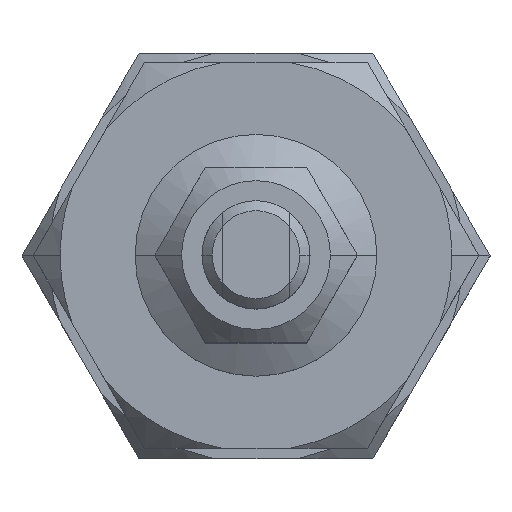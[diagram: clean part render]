
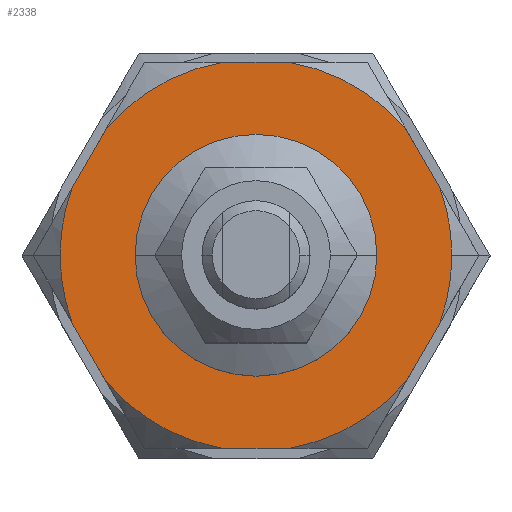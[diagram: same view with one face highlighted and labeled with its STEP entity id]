
A CAD part, top view. The second image highlights one B-rep face of the part: STEP entity #2338.
In plain terms, the highlighted planar face has unit normal (0, 0, 1).
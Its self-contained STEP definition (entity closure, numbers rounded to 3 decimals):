
#1620=CARTESIAN_POINT('',(-4.5,0.,62.733));
#1621=VERTEX_POINT('',#1620);
#1629=CARTESIAN_POINT('',(4.5,0.,62.733));
#1630=VERTEX_POINT('',#1629);
#1637=CARTESIAN_POINT('',(0.0,0.,62.733));
#1638=DIRECTION('',(0.0,0.0,-1.0));
#1639=DIRECTION('',(-1.0,0.0,0.0));
#1640=AXIS2_PLACEMENT_3D('',#1637,#1638,#1639);
#1641=CIRCLE('',#1640,4.5);
#1642=EDGE_CURVE('',#1621,#1630,#1641,.T.);
#1652=CARTESIAN_POINT('',(14.498,0.,62.733));
#1653=VERTEX_POINT('',#1652);
#1662=CARTESIAN_POINT('',(13.603,-5.013,62.733));
#1663=VERTEX_POINT('',#1662);
#1664=CARTESIAN_POINT('',(0.0,0.,62.733));
#1665=DIRECTION('',(0.0,0.0,1.0));
#1666=DIRECTION('',(1.0,0.0,0.0));
#1667=AXIS2_PLACEMENT_3D('',#1664,#1665,#1666);
#1668=CIRCLE('',#1667,14.498);
#1669=EDGE_CURVE('',#1663,#1653,#1668,.T.);
#1694=CARTESIAN_POINT('',(-14.498,0.,62.733));
#1695=VERTEX_POINT('',#1694);
#1702=CARTESIAN_POINT('',(-13.603,-5.013,62.733));
#1703=VERTEX_POINT('',#1702);
#1717=CARTESIAN_POINT('',(0.0,0.,62.733));
#1718=DIRECTION('',(0.0,0.0,1.0));
#1719=DIRECTION('',(1.0,0.0,0.0));
#1720=AXIS2_PLACEMENT_3D('',#1717,#1718,#1719);
#1721=CIRCLE('',#1720,14.498);
#1722=EDGE_CURVE('',#1695,#1703,#1721,.T.);
#1733=CARTESIAN_POINT('',(-13.603,5.013,62.733));
#1734=VERTEX_POINT('',#1733);
#1735=CARTESIAN_POINT('',(0.0,0.,62.733));
#1736=DIRECTION('',(0.0,0.0,1.0));
#1737=DIRECTION('',(1.0,0.0,0.0));
#1738=AXIS2_PLACEMENT_3D('',#1735,#1736,#1737);
#1739=CIRCLE('',#1738,14.498);
#1740=EDGE_CURVE('',#1734,#1695,#1739,.T.);
#1763=CARTESIAN_POINT('',(-2.46,-14.287,62.733));
#1764=VERTEX_POINT('',#1763);
#1780=CARTESIAN_POINT('',(-11.143,-9.274,62.733));
#1781=VERTEX_POINT('',#1780);
#1782=CARTESIAN_POINT('',(0.0,0.,62.733));
#1783=DIRECTION('',(0.0,0.0,1.0));
#1784=DIRECTION('',(1.0,0.0,0.0));
#1785=AXIS2_PLACEMENT_3D('',#1782,#1783,#1784);
#1786=CIRCLE('',#1785,14.498);
#1787=EDGE_CURVE('',#1781,#1764,#1786,.T.);
#1812=CARTESIAN_POINT('',(-2.46,14.288,62.733));
#1813=VERTEX_POINT('',#1812);
#1827=CARTESIAN_POINT('',(-11.143,9.274,62.733));
#1828=VERTEX_POINT('',#1827);
#1842=CARTESIAN_POINT('',(0.0,0.,62.733));
#1843=DIRECTION('',(0.0,0.0,1.0));
#1844=DIRECTION('',(1.0,0.0,0.0));
#1845=AXIS2_PLACEMENT_3D('',#1842,#1843,#1844);
#1846=CIRCLE('',#1845,14.498);
#1847=EDGE_CURVE('',#1813,#1828,#1846,.T.);
#1859=CARTESIAN_POINT('',(11.143,9.274,62.733));
#1860=VERTEX_POINT('',#1859);
#1874=CARTESIAN_POINT('',(2.46,14.288,62.733));
#1875=VERTEX_POINT('',#1874);
#1889=CARTESIAN_POINT('',(0.0,0.,62.733));
#1890=DIRECTION('',(0.0,0.0,1.0));
#1891=DIRECTION('',(1.0,0.0,0.0));
#1892=AXIS2_PLACEMENT_3D('',#1889,#1890,#1891);
#1893=CIRCLE('',#1892,14.498);
#1894=EDGE_CURVE('',#1860,#1875,#1893,.T.);
#1904=CARTESIAN_POINT('',(11.143,-9.274,62.733));
#1905=VERTEX_POINT('',#1904);
#1921=CARTESIAN_POINT('',(2.46,-14.287,62.733));
#1922=VERTEX_POINT('',#1921);
#1923=CARTESIAN_POINT('',(0.0,0.,62.733));
#1924=DIRECTION('',(0.0,0.0,1.0));
#1925=DIRECTION('',(1.0,0.0,0.0));
#1926=AXIS2_PLACEMENT_3D('',#1923,#1924,#1925);
#1927=CIRCLE('',#1926,14.498);
#1928=EDGE_CURVE('',#1922,#1905,#1927,.T.);
#1952=CARTESIAN_POINT('',(13.603,5.013,62.733));
#1953=VERTEX_POINT('',#1952);
#1967=CARTESIAN_POINT('',(0.0,0.,62.733));
#1968=DIRECTION('',(0.0,0.0,1.0));
#1969=DIRECTION('',(1.0,0.0,0.0));
#1970=AXIS2_PLACEMENT_3D('',#1967,#1968,#1969);
#1971=CIRCLE('',#1970,14.498);
#1972=EDGE_CURVE('',#1653,#1953,#1971,.T.);
#1983=CARTESIAN_POINT('',(13.603,-5.013,62.733));
#1984=DIRECTION('',(-0.5,-0.866,0.0));
#1985=VECTOR('',#1984,4.921);
#1986=LINE('',#1983,#1985);
#1987=EDGE_CURVE('',#1663,#1905,#1986,.T.);
#2021=CARTESIAN_POINT('',(2.46,-14.287,62.733));
#2022=DIRECTION('',(-1.0,0.0,0.0));
#2023=VECTOR('',#2022,4.921);
#2024=LINE('',#2021,#2023);
#2025=EDGE_CURVE('',#1922,#1764,#2024,.T.);
#2052=CARTESIAN_POINT('',(-11.143,-9.274,62.733));
#2053=DIRECTION('',(-0.5,0.866,0.0));
#2054=VECTOR('',#2053,4.921);
#2055=LINE('',#2052,#2054);
#2056=EDGE_CURVE('',#1781,#1703,#2055,.T.);
#2083=CARTESIAN_POINT('',(0.0,0.,62.733));
#2084=DIRECTION('',(0.0,0.0,-1.0));
#2085=DIRECTION('',(-1.0,0.0,0.0));
#2086=AXIS2_PLACEMENT_3D('',#2083,#2084,#2085);
#2087=CIRCLE('',#2086,4.5);
#2088=EDGE_CURVE('',#1630,#1621,#2087,.T.);
#2238=CARTESIAN_POINT('',(-2.46,14.288,62.733));
#2239=DIRECTION('',(1.0,0.0,0.0));
#2240=VECTOR('',#2239,4.921);
#2241=LINE('',#2238,#2240);
#2242=EDGE_CURVE('',#1813,#1875,#2241,.T.);
#2262=CARTESIAN_POINT('',(11.143,9.274,62.733));
#2263=DIRECTION('',(0.5,-0.866,0.0));
#2264=VECTOR('',#2263,4.921);
#2265=LINE('',#2262,#2264);
#2266=EDGE_CURVE('',#1860,#1953,#2265,.T.);
#2286=CARTESIAN_POINT('',(-13.603,5.013,62.733));
#2287=DIRECTION('',(0.5,0.866,0.0));
#2288=VECTOR('',#2287,4.921);
#2289=LINE('',#2286,#2288);
#2290=EDGE_CURVE('',#1734,#1828,#2289,.T.);
#2313=CARTESIAN_POINT('',(-8.249,14.288,62.733));
#2314=DIRECTION('',(0.0,0.0,-1.0));
#2315=DIRECTION('',(-1.0,0.0,0.0));
#2316=AXIS2_PLACEMENT_3D('',#2313,#2314,#2315);
#2317=PLANE('',#2316);
#2318=ORIENTED_EDGE('',*,*,#1669,.T.);
#2319=ORIENTED_EDGE('',*,*,#1972,.T.);
#2320=ORIENTED_EDGE('',*,*,#2266,.F.);
#2321=ORIENTED_EDGE('',*,*,#1894,.T.);
#2322=ORIENTED_EDGE('',*,*,#2242,.F.);
#2323=ORIENTED_EDGE('',*,*,#1847,.T.);
#2324=ORIENTED_EDGE('',*,*,#2290,.F.);
#2325=ORIENTED_EDGE('',*,*,#1740,.T.);
#2326=ORIENTED_EDGE('',*,*,#1722,.T.);
#2327=ORIENTED_EDGE('',*,*,#2056,.F.);
#2328=ORIENTED_EDGE('',*,*,#1787,.T.);
#2329=ORIENTED_EDGE('',*,*,#2025,.F.);
#2330=ORIENTED_EDGE('',*,*,#1928,.T.);
#2331=ORIENTED_EDGE('',*,*,#1987,.F.);
#2332=EDGE_LOOP('',(#2318,#2319,#2320,#2321,#2322,#2323,#2324,#2325,#2326,#2327,#2328,#2329,#2330,#2331));
#2333=FACE_OUTER_BOUND('',#2332,.T.);
#2334=ORIENTED_EDGE('',*,*,#1642,.T.);
#2335=ORIENTED_EDGE('',*,*,#2088,.T.);
#2336=EDGE_LOOP('',(#2334,#2335));
#2337=FACE_BOUND('',#2336,.T.);
#2338=ADVANCED_FACE('',(#2333,#2337),#2317,.F.);
